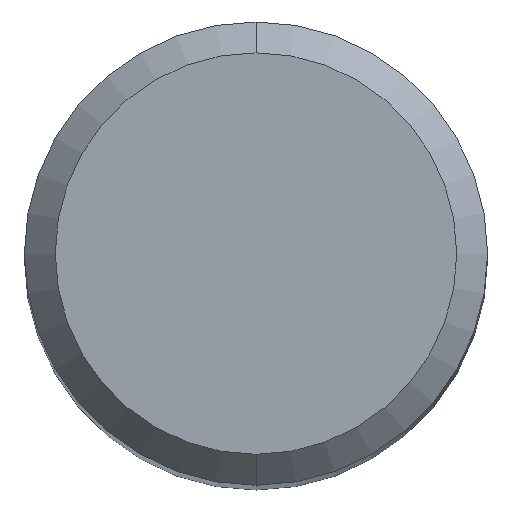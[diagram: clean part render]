
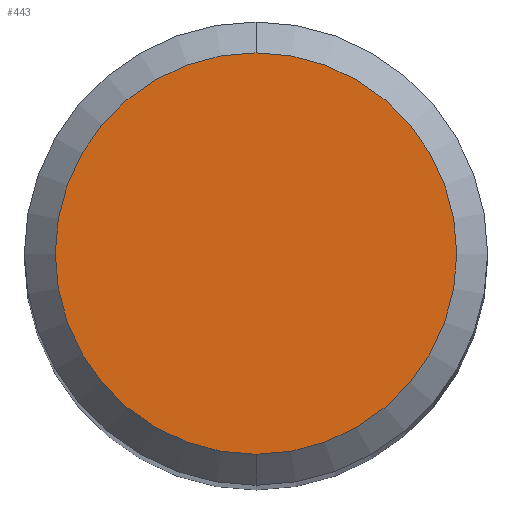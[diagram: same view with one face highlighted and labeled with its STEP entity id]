
A CAD part, top view. The second image highlights one B-rep face of the part: STEP entity #443.
In plain terms, the highlighted planar face has unit normal (0, 0, 1).
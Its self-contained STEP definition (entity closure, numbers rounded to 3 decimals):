
#271=VERTEX_POINT('',#595);
#275=VERTEX_POINT('',#599);
#367=EDGE_CURVE('',#275,#271,#701,.T.);
#387=EDGE_CURVE('',#271,#275,#727,.T.);
#443=ADVANCED_FACE('',(#788),#789,.T.);
#595=CARTESIAN_POINT('',(0.,-2.6,0.0));
#599=CARTESIAN_POINT('',(0.0,2.6,0.0));
#701=CIRCLE('',#1247,2.6);
#727=CIRCLE('',#1289,2.6);
#788=FACE_OUTER_BOUND('',#1396,.T.);
#789=PLANE('',#1397);
#1247=AXIS2_PLACEMENT_3D('',#1699,#1700,#1701);
#1289=AXIS2_PLACEMENT_3D('',#1753,#1754,#1755);
#1396=EDGE_LOOP('',(#1823,#1824));
#1397=AXIS2_PLACEMENT_3D('',#1825,#1826,#1827);
#1699=CARTESIAN_POINT('',(0.0,0.0,0.0));
#1700=DIRECTION('',(0.0,0.0,-1.0));
#1701=DIRECTION('',(0.0,1.0,0.0));
#1753=CARTESIAN_POINT('',(0.0,0.0,0.0));
#1754=DIRECTION('',(0.0,0.0,-1.0));
#1755=DIRECTION('',(0.0,1.0,0.0));
#1823=ORIENTED_EDGE('',*,*,#367,.F.);
#1824=ORIENTED_EDGE('',*,*,#387,.F.);
#1825=CARTESIAN_POINT('',(0.0,1.3,0.0));
#1826=DIRECTION('',(-0.0,0.0,1.0));
#1827=DIRECTION('',(0.0,-1.0,0.0));
